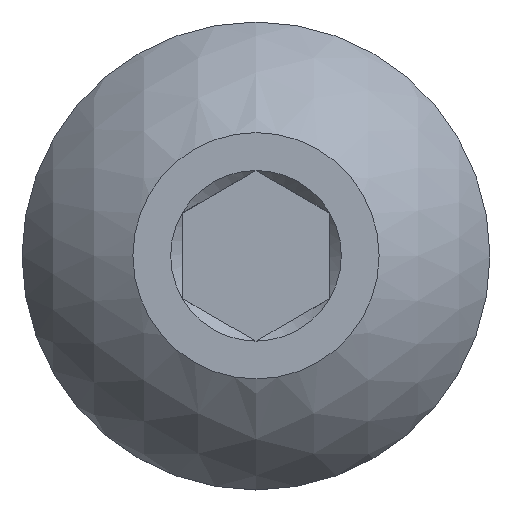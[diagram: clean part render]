
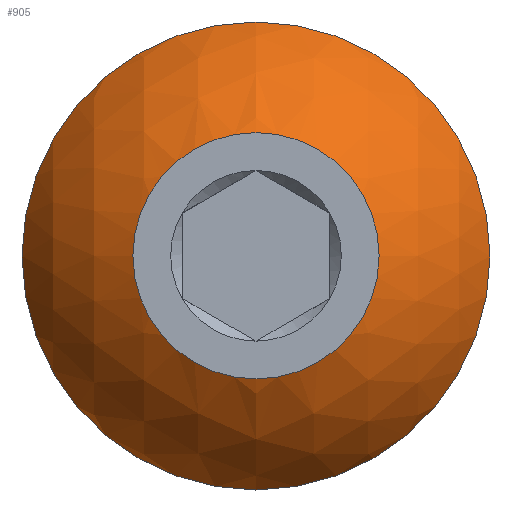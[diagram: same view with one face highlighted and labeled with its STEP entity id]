
A CAD part, top view. The second image highlights one B-rep face of the part: STEP entity #905.
In plain terms, the highlighted spherical face has radius 5.287 mm.
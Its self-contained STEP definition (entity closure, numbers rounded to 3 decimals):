
#20=SPHERICAL_SURFACE('',#953,5.287);
#152=CIRCLE('',#943,2.5);
#158=CIRCLE('',#954,4.75);
#489=ORIENTED_EDGE('',*,*,#523,.F.);
#490=ORIENTED_EDGE('',*,*,#652,.T.);
#523=EDGE_CURVE('',#670,#670,#152,.T.);
#652=EDGE_CURVE('',#794,#794,#158,.T.);
#670=VERTEX_POINT('',#1140);
#794=VERTEX_POINT('',#3924);
#842=EDGE_LOOP('',(#489));
#843=EDGE_LOOP('',(#490));
#870=FACE_BOUND('',#842,.T.);
#871=FACE_BOUND('',#843,.T.);
#905=ADVANCED_FACE('',(#870,#871),#20,.T.);
#943=AXIS2_PLACEMENT_3D('',#1139,#1015,#1016);
#953=AXIS2_PLACEMENT_3D('',#3922,#1035,#1036);
#954=AXIS2_PLACEMENT_3D('',#3923,#1037,#1038);
#1015=DIRECTION('',(0.,0.,1.));
#1016=DIRECTION('',(1.,0.,0.));
#1035=DIRECTION('',(1.,0.,0.));
#1036=DIRECTION('',(0.,-1.,0.));
#1037=DIRECTION('',(0.,0.,1.));
#1038=DIRECTION('',(1.,0.,0.));
#1139=CARTESIAN_POINT('',(0.,0.,0.));
#1140=CARTESIAN_POINT('',(2.5,0.,0.));
#3922=CARTESIAN_POINT('',(0.,0.,-4.658));
#3923=CARTESIAN_POINT('',(0.,0.,-2.338));
#3924=CARTESIAN_POINT('',(4.75,0.,-2.338));
